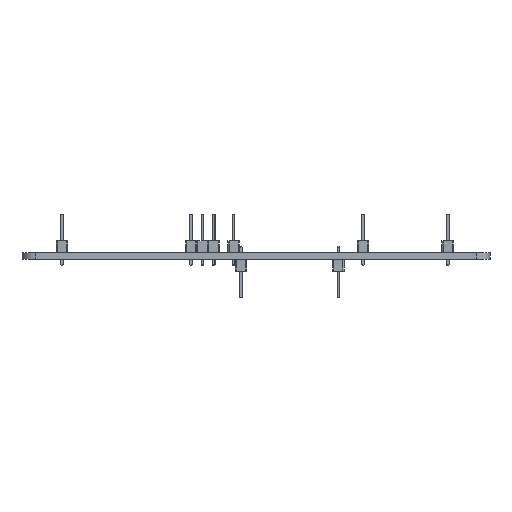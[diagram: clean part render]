
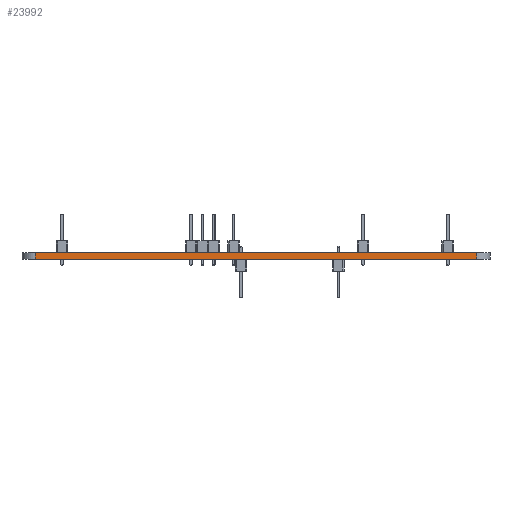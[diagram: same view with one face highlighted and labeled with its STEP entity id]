
A CAD part, front view. The second image highlights one B-rep face of the part: STEP entity #23992.
In plain terms, the highlighted planar face has unit normal (0, -1, 0).
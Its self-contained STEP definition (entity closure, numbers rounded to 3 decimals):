
#19571 = VERTEX_POINT('',#19572);
#19572 = CARTESIAN_POINT('',(106.5,-128.5,0.));
#19579 = EDGE_CURVE('',#19580,#19571,#19582,.T.);
#19580 = VERTEX_POINT('',#19581);
#19581 = CARTESIAN_POINT('',(205.5,-128.5,0.));
#19582 = LINE('',#19583,#19584);
#19583 = CARTESIAN_POINT('',(205.5,-128.5,0.));
#19584 = VECTOR('',#19585,1.);
#19585 = DIRECTION('',(-1.,0.,0.));
#21768 = VERTEX_POINT('',#21769);
#21769 = CARTESIAN_POINT('',(106.5,-128.5,1.51));
#21776 = EDGE_CURVE('',#21777,#21768,#21779,.T.);
#21777 = VERTEX_POINT('',#21778);
#21778 = CARTESIAN_POINT('',(205.5,-128.5,1.51));
#21779 = LINE('',#21780,#21781);
#21780 = CARTESIAN_POINT('',(205.5,-128.5,1.51));
#21781 = VECTOR('',#21782,1.);
#21782 = DIRECTION('',(-1.,0.,0.));
#23964 = EDGE_CURVE('',#19580,#21777,#23965,.T.);
#23965 = LINE('',#23966,#23967);
#23966 = CARTESIAN_POINT('',(205.5,-128.5,0.));
#23967 = VECTOR('',#23968,1.);
#23968 = DIRECTION('',(0.,0.,1.));
#23992 = ADVANCED_FACE('',(#23993),#24004,.T.);
#23993 = FACE_BOUND('',#23994,.T.);
#23994 = EDGE_LOOP('',(#23995,#23996,#23997,#24003));
#23995 = ORIENTED_EDGE('',*,*,#23964,.T.);
#23996 = ORIENTED_EDGE('',*,*,#21776,.T.);
#23997 = ORIENTED_EDGE('',*,*,#23998,.F.);
#23998 = EDGE_CURVE('',#19571,#21768,#23999,.T.);
#23999 = LINE('',#24000,#24001);
#24000 = CARTESIAN_POINT('',(106.5,-128.5,0.));
#24001 = VECTOR('',#24002,1.);
#24002 = DIRECTION('',(0.,0.,1.));
#24003 = ORIENTED_EDGE('',*,*,#19579,.F.);
#24004 = PLANE('',#24005);
#24005 = AXIS2_PLACEMENT_3D('',#24006,#24007,#24008);
#24006 = CARTESIAN_POINT('',(205.5,-128.5,0.));
#24007 = DIRECTION('',(0.,-1.,0.));
#24008 = DIRECTION('',(-1.,0.,0.));
